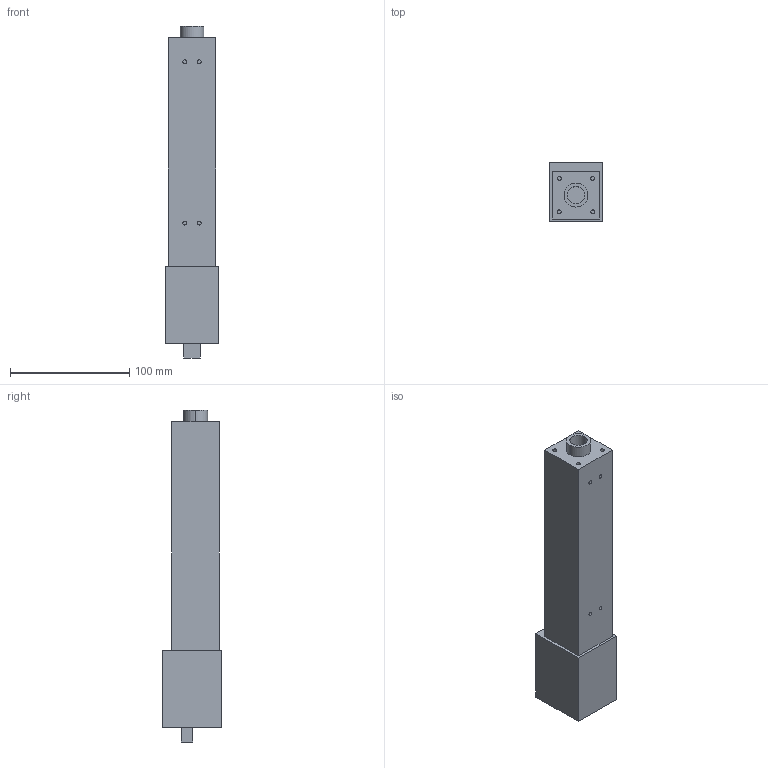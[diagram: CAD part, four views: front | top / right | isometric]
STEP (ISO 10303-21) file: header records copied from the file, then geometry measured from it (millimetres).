
FILE_DESCRIPTION (( 'STEP AP214' ), '1' );
FILE_NAME ('PMC100A.STEP', '2015-01-19T01:29:23', ( 'j' ), ( '' ), 'SwSTEP 2.0', 'SolidWorks 2011', '' );
FILE_SCHEMA (( 'AUTOMOTIVE_DESIGN' ));
Length unit declared in the file: millimetre
Products named in the file (1): PMC100A
Bounding box: 45 x 50 x 278 mm (x, y, z)
Volume: 452187.9 mm3; surface area: 50456.6 mm2
Topology: 1 solids, 1 shells, 46 faces, 96 edges, 64 vertices
Faces by surface type: plane 26, cylinder 20
Entity records: 1472 total; most frequent: DIRECTION 230, CARTESIAN_POINT 207, ORIENTED_EDGE 192, EDGE_CURVE 96, AXIS2_PLACEMENT_3D 87, VERTEX_POINT 64, EDGE_LOOP 58, LINE 56
